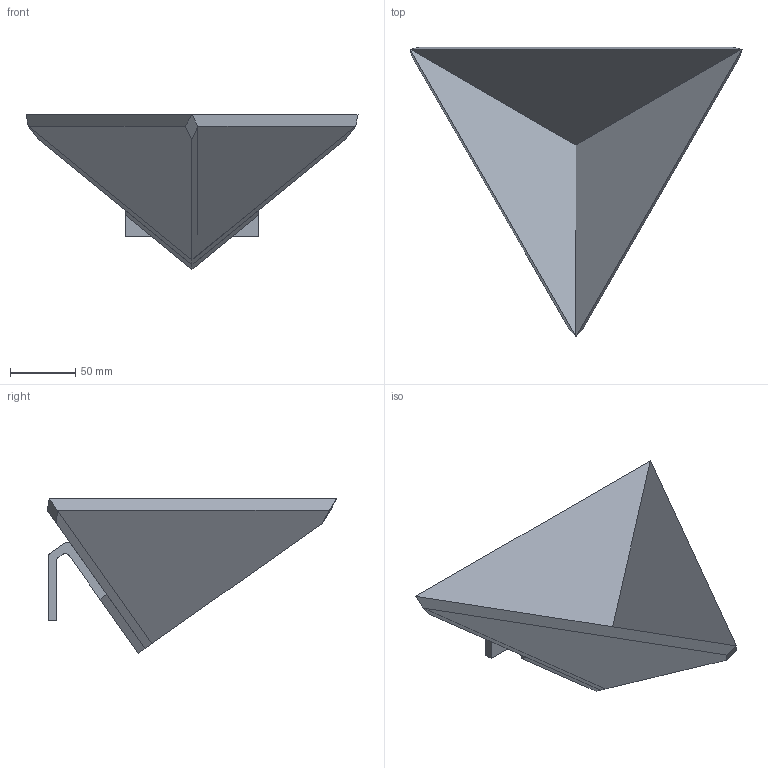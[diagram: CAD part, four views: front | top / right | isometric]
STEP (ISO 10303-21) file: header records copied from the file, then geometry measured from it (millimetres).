
FILE_DESCRIPTION (( 'STEP AP214' ), '1' );
FILE_NAME ('PEWRL0009 ¦ FMWRL0009.step', '2022-03-03T17:16:32', ( '' ), ( '' ), 'SwSTEP 2.0', 'SolidWorks 2021', '' );
FILE_SCHEMA (( 'AUTOMOTIVE_DESIGN' ));
Length unit declared in the file: inch
Products named in the file (1): PEWRL0009 ｦ FMWRL0009
Bounding box: 254 x 221.49 x 118.36 mm (x, y, z)
Volume: 400796.6 mm3; surface area: 142524 mm2
Topology: 4 solids, 4 shells, 35 faces, 81 edges, 54 vertices
Faces by surface type: plane 29, cylinder 6
Entity records: 1064 total; most frequent: CARTESIAN_POINT 171, DIRECTION 165, ORIENTED_EDGE 162, EDGE_CURVE 81, LINE 69, VECTOR 69, VERTEX_POINT 54, AXIS2_PLACEMENT_3D 48
